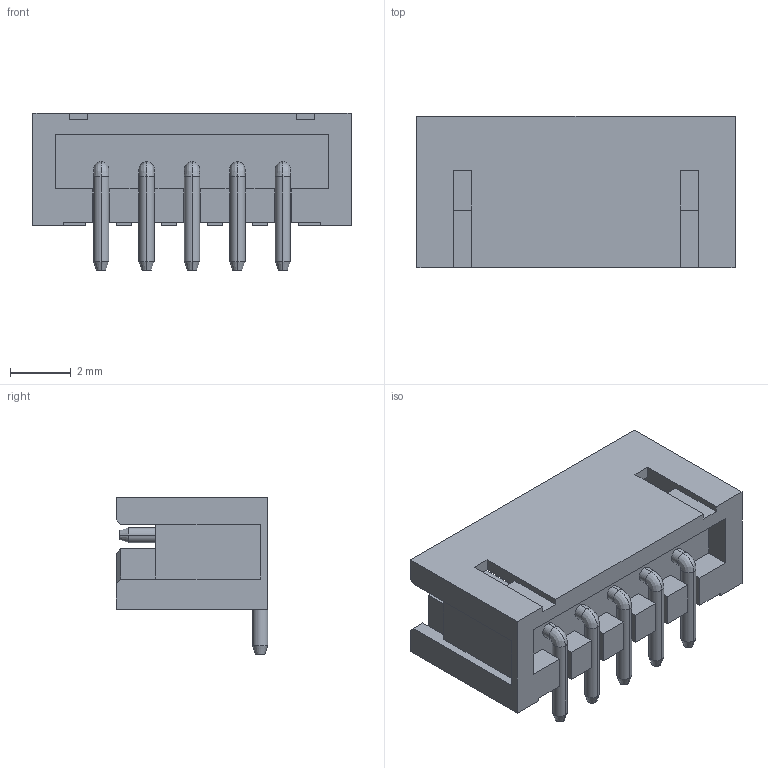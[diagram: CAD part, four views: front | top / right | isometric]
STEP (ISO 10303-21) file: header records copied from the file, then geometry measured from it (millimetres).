
FILE_DESCRIPTION((''),'2;1');
FILE_NAME('FWF15005-5P_REF','2018-11-30T',('gongcheng6'),(''),'PRO/ENGINEER BY PARAMETRIC TECHNOLOGY CORPORATION, 2010280','PRO/ENGINEER BY PARAMETRIC TECHNOLOGY CORPORATION, 2010280','');
FILE_SCHEMA(('CONFIG_CONTROL_DESIGN'));
Length unit declared in the file: millimetre
Products named in the file (1): FWF15005-5P_REF
Bounding box: 10.5 x 5 x 5.2 mm (x, y, z)
Volume: 100.1 mm3; surface area: 377.1 mm2
Topology: 1 solids, 1 shells, 194 faces, 495 edges, 299 vertices
Faces by surface type: plane 134, cylinder 30, cone 20, bspline 10
Entity records: 5926 total; most frequent: CARTESIAN_POINT 1248, ORIENTED_EDGE 970, DIRECTION 938, EDGE_CURVE 485, VECTOR 400, LINE 400, VERTEX_POINT 299, AXIS2_PLACEMENT_3D 269
